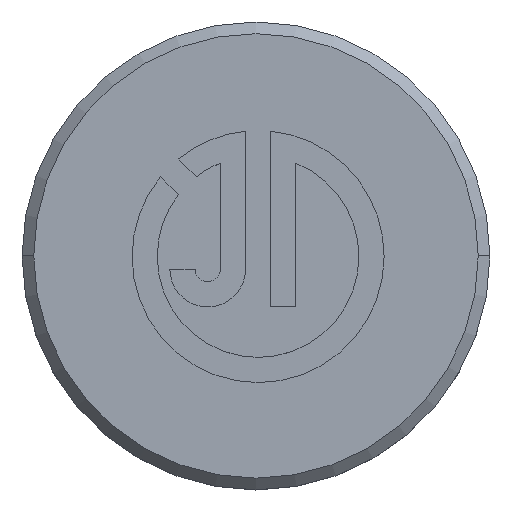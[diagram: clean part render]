
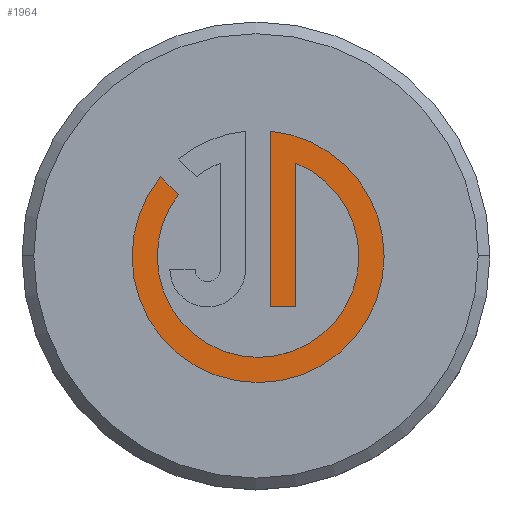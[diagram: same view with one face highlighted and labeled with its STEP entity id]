
A CAD part, top view. The second image highlights one B-rep face of the part: STEP entity #1964.
In plain terms, the highlighted planar face has unit normal (0, 0, 1).
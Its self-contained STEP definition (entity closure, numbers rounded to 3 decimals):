
#75 = CARTESIAN_POINT ( 'NONE',  ( 7.669, -0.037, 99.9 ) ) ;
#84 = VERTEX_POINT ( 'NONE', #574 ) ;
#169 = EDGE_CURVE ( 'NONE', #84, #357, #1260, .T. ) ;
#208 = DIRECTION ( 'NONE',  ( 0., 0., 1. ) ) ;
#242 = DIRECTION ( 'NONE',  ( 0., 0., 1. ) ) ;
#250 = EDGE_CURVE ( 'NONE', #357, #364, #1787, .T. ) ;
#293 = DIRECTION ( 'NONE',  ( 1., 0., 0. ) ) ;
#330 = EDGE_CURVE ( 'NONE', #364, #1584, #2416, .T. ) ;
#356 = DIRECTION ( 'NONE',  ( 0., 0., -1. ) ) ;
#357 = VERTEX_POINT ( 'NONE', #442 ) ;
#364 = VERTEX_POINT ( 'NONE', #830 ) ;
#442 = CARTESIAN_POINT ( 'NONE',  ( -5.714, 4.737, 99.9 ) ) ;
#464 = DIRECTION ( 'NONE',  ( 0., 0., -1. ) ) ;
#466 = EDGE_CURVE ( 'NONE', #2030, #522, #2247, .T. ) ;
#470 = DIRECTION ( 'NONE',  ( 0., 0., 1. ) ) ;
#493 = DIRECTION ( 'NONE',  ( 0., 0., 1. ) ) ;
#502 = CARTESIAN_POINT ( 'NONE',  ( 2.389, -3.054, 99.9 ) ) ;
#522 = VERTEX_POINT ( 'NONE', #502 ) ;
#567 = ORIENTED_EDGE ( 'NONE', *, *, #1762, .T. ) ;
#571 = VECTOR ( 'NONE', #649, 1000. ) ;
#574 = CARTESIAN_POINT ( 'NONE',  ( -4.641, 3.663, 99.9 ) ) ;
#580 = CIRCLE ( 'NONE', #1271, 6.034 ) ;
#594 = EDGE_CURVE ( 'NONE', #1720, #1054, #580, .T. ) ;
#649 = DIRECTION ( 'NONE',  ( 0., 1., 0. ) ) ;
#710 = VECTOR ( 'NONE', #293, 1000. ) ;
#788 = CIRCLE ( 'NONE', #1791, 7.543 ) ;
#830 = CARTESIAN_POINT ( 'NONE',  ( -7.417, -0.037, 99.9 ) ) ;
#907 = CIRCLE ( 'NONE', #2021, 6.034 ) ;
#976 = CARTESIAN_POINT ( 'NONE',  ( 0.126, -0.037, 99.9 ) ) ;
#1023 = PLANE ( 'NONE',  #1407 ) ;
#1049 = VERTEX_POINT ( 'NONE', #1231 ) ;
#1054 = VERTEX_POINT ( 'NONE', #2345 ) ;
#1083 = CARTESIAN_POINT ( 'NONE',  ( 0.88, 0., 99.9 ) ) ;
#1102 = ORIENTED_EDGE ( 'NONE', *, *, #250, .T. ) ;
#1148 = ORIENTED_EDGE ( 'NONE', *, *, #169, .T. ) ;
#1152 = ORIENTED_EDGE ( 'NONE', *, *, #594, .T. ) ;
#1153 = DIRECTION ( 'NONE',  ( -1., 0., 0. ) ) ;
#1178 = AXIS2_PLACEMENT_3D ( 'NONE', #1363, #242, #1551 ) ;
#1179 = ORIENTED_EDGE ( 'NONE', *, *, #2261, .T. ) ;
#1197 = CARTESIAN_POINT ( 'NONE',  ( 0., 0., 99.9 ) ) ;
#1202 = CARTESIAN_POINT ( 'NONE',  ( 2.389, 0., 99.9 ) ) ;
#1205 = CARTESIAN_POINT ( 'NONE',  ( 0., -3.054, 99.9 ) ) ;
#1223 = EDGE_CURVE ( 'NONE', #1374, #84, #907, .T. ) ;
#1231 = CARTESIAN_POINT ( 'NONE',  ( 0.88, 7.468, 99.9 ) ) ;
#1260 = LINE ( 'NONE', #1736, #2246 ) ;
#1271 = AXIS2_PLACEMENT_3D ( 'NONE', #1475, #356, #1669 ) ;
#1325 = CARTESIAN_POINT ( 'NONE',  ( 0.126, -0.037, 99.9 ) ) ;
#1360 = DIRECTION ( 'NONE',  ( -0.707, 0.707, 0. ) ) ;
#1363 = CARTESIAN_POINT ( 'NONE',  ( 0.126, -0.037, 99.9 ) ) ;
#1374 = VERTEX_POINT ( 'NONE', #1773 ) ;
#1404 = FACE_OUTER_BOUND ( 'NONE', #1501, .T. ) ;
#1407 = AXIS2_PLACEMENT_3D ( 'NONE', #1197, #470, #1776 ) ;
#1471 = ORIENTED_EDGE ( 'NONE', *, *, #1223, .T. ) ;
#1475 = CARTESIAN_POINT ( 'NONE',  ( 0.126, -0.037, 99.9 ) ) ;
#1501 = EDGE_LOOP ( 'NONE', ( #1152, #1179, #1471, #1148, #1102, #1552, #1715, #567, #1599, #1829 ) ) ;
#1513 = DIRECTION ( 'NONE',  ( 1., 0., 0. ) ) ;
#1551 = DIRECTION ( 'NONE',  ( 1., 0., 0. ) ) ;
#1552 = ORIENTED_EDGE ( 'NONE', *, *, #330, .T. ) ;
#1579 = CARTESIAN_POINT ( 'NONE',  ( 0.126, -0.037, 99.9 ) ) ;
#1584 = VERTEX_POINT ( 'NONE', #75 ) ;
#1588 = EDGE_CURVE ( 'NONE', #522, #1720, #2058, .T. ) ;
#1599 = ORIENTED_EDGE ( 'NONE', *, *, #466, .T. ) ;
#1602 = CARTESIAN_POINT ( 'NONE',  ( 0.126, -0.037, 99.9 ) ) ;
#1613 = AXIS2_PLACEMENT_3D ( 'NONE', #1325, #208, #1513 ) ;
#1669 = DIRECTION ( 'NONE',  ( -1., 0., 0. ) ) ;
#1704 = VECTOR ( 'NONE', #2208, 1000. ) ;
#1715 = ORIENTED_EDGE ( 'NONE', *, *, #2008, .T. ) ;
#1720 = VERTEX_POINT ( 'NONE', #2369 ) ;
#1736 = CARTESIAN_POINT ( 'NONE',  ( -4.641, 3.663, 99.9 ) ) ;
#1762 = EDGE_CURVE ( 'NONE', #1049, #2030, #2262, .T. ) ;
#1768 = DIRECTION ( 'NONE',  ( -1., 0., 0. ) ) ;
#1773 = CARTESIAN_POINT ( 'NONE',  ( -5.908, -0.037, 99.9 ) ) ;
#1776 = DIRECTION ( 'NONE',  ( 1., 0., 0. ) ) ;
#1787 = CIRCLE ( 'NONE', #1613, 7.543 ) ;
#1791 = AXIS2_PLACEMENT_3D ( 'NONE', #1602, #493, #1799 ) ;
#1799 = DIRECTION ( 'NONE',  ( 1., 0., 0. ) ) ;
#1829 = ORIENTED_EDGE ( 'NONE', *, *, #1588, .T. ) ;
#1964 = ADVANCED_FACE ( 'NONE', ( #1404 ), #1023, .T. ) ;
#2008 = EDGE_CURVE ( 'NONE', #1584, #1049, #788, .T. ) ;
#2021 = AXIS2_PLACEMENT_3D ( 'NONE', #976, #2280, #1153 ) ;
#2030 = VERTEX_POINT ( 'NONE', #2351 ) ;
#2058 = LINE ( 'NONE', #1202, #571 ) ;
#2109 = AXIS2_PLACEMENT_3D ( 'NONE', #1579, #464, #1768 ) ;
#2208 = DIRECTION ( 'NONE',  ( 0., -1., 0. ) ) ;
#2246 = VECTOR ( 'NONE', #1360, 1000. ) ;
#2247 = LINE ( 'NONE', #1205, #710 ) ;
#2250 = CIRCLE ( 'NONE', #2109, 6.034 ) ;
#2261 = EDGE_CURVE ( 'NONE', #1054, #1374, #2250, .T. ) ;
#2262 = LINE ( 'NONE', #1083, #1704 ) ;
#2280 = DIRECTION ( 'NONE',  ( 0., 0., -1. ) ) ;
#2345 = CARTESIAN_POINT ( 'NONE',  ( 6.16, -0.037, 99.9 ) ) ;
#2351 = CARTESIAN_POINT ( 'NONE',  ( 0.88, -3.054, 99.9 ) ) ;
#2369 = CARTESIAN_POINT ( 'NONE',  ( 2.389, 5.557, 99.9 ) ) ;
#2416 = CIRCLE ( 'NONE', #1178, 7.543 ) ;
